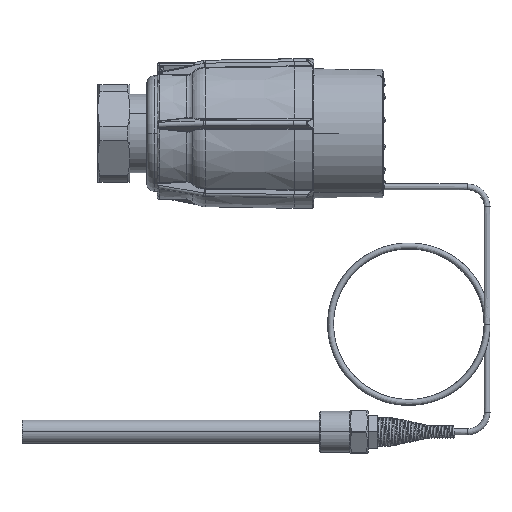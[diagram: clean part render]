
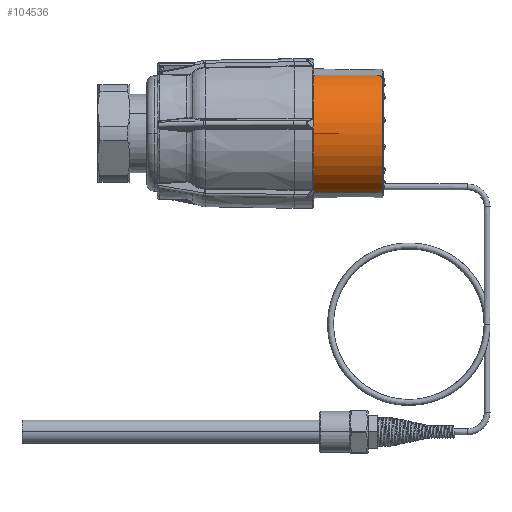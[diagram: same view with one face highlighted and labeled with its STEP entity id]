
A CAD part, left-side view. The second image highlights one B-rep face of the part: STEP entity #104536.
In plain terms, the highlighted cylindrical face has radius 33.6 mm (diameter 67.2 mm), a partial arc.
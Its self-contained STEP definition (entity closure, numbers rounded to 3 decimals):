
#104219=CARTESIAN_POINT('',(0.,0.,0.));
#104220=DIRECTION('',(0.,1.,0.));
#104221=DIRECTION('',(-0.533,0.,-0.846));
#104222=AXIS2_PLACEMENT_3D('',#104219,#104220,#104221);
#104306=CARTESIAN_POINT('',(0.,37.,0.));
#104307=DIRECTION('',(0.,-1.,0.));
#104308=DIRECTION('',(-0.533,0.,0.846));
#104309=AXIS2_PLACEMENT_3D('',#104306,#104307,#104308);
#104319=CARTESIAN_POINT('',(-15.108,33.8,
-30.012));
#104320=CARTESIAN_POINT('',(-15.108,34.044,
-30.012));
#104321=CARTESIAN_POINT('',(-15.156,34.519,
-29.988));
#104322=CARTESIAN_POINT('',(-15.371,35.206,
-29.879));
#104323=CARTESIAN_POINT('',(-15.712,35.814,
-29.701));
#104324=CARTESIAN_POINT('',(-16.161,36.323,
-29.46));
#104325=CARTESIAN_POINT('',(-16.693,36.707,
-29.163));
#104326=CARTESIAN_POINT('',(-17.285,36.946,
-28.816));
#104327=CARTESIAN_POINT('',(-17.69,37.,-28.567));
#104328=CARTESIAN_POINT('',(-17.897,37.,-28.437));
#104330=CARTESIAN_POINT('',(-17.897,37.,28.437));
#104331=CARTESIAN_POINT('',(-17.69,37.,28.567));
#104332=CARTESIAN_POINT('',(-17.285,36.946,
28.816));
#104333=CARTESIAN_POINT('',(-16.693,36.707,
29.162));
#104334=CARTESIAN_POINT('',(-16.162,36.324,
29.46));
#104335=CARTESIAN_POINT('',(-15.712,35.815,
29.701));
#104336=CARTESIAN_POINT('',(-15.371,35.206,
29.879));
#104337=CARTESIAN_POINT('',(-15.156,34.52,
29.988));
#104338=CARTESIAN_POINT('',(-15.108,34.045,
30.012));
#104339=CARTESIAN_POINT('',(-15.108,33.8,
30.012));
#104341=DIRECTION('',(0.,-1.,0.));
#104342=VECTOR('',#104341,30.6);
#104343=CARTESIAN_POINT('',(-15.108,33.8,
30.012));
#104344=LINE('',#104343,#104342);
#104345=CARTESIAN_POINT('',(-15.108,3.2,
30.012));
#104346=CARTESIAN_POINT('',(-15.108,2.956,
30.012));
#104347=CARTESIAN_POINT('',(-15.156,2.481,
29.988));
#104348=CARTESIAN_POINT('',(-15.371,1.794,
29.879));
#104349=CARTESIAN_POINT('',(-15.712,1.186,
29.701));
#104350=CARTESIAN_POINT('',(-16.161,0.677,
29.46));
#104351=CARTESIAN_POINT('',(-16.693,0.293,
29.163));
#104352=CARTESIAN_POINT('',(-17.285,0.054,
28.816));
#104353=CARTESIAN_POINT('',(-17.69,0.,
28.567));
#104354=CARTESIAN_POINT('',(-17.897,0.,28.437));
#104356=CARTESIAN_POINT('',(-17.897,0.,-28.437));
#104357=CARTESIAN_POINT('',(-17.69,0.,
-28.567));
#104358=CARTESIAN_POINT('',(-17.285,0.054,
-28.816));
#104359=CARTESIAN_POINT('',(-16.693,0.293,
-29.162));
#104360=CARTESIAN_POINT('',(-16.162,0.676,
-29.46));
#104361=CARTESIAN_POINT('',(-15.712,1.185,
-29.701));
#104362=CARTESIAN_POINT('',(-15.371,1.794,
-29.879));
#104363=CARTESIAN_POINT('',(-15.156,2.48,
-29.988));
#104364=CARTESIAN_POINT('',(-15.108,2.955,
-30.012));
#104365=CARTESIAN_POINT('',(-15.108,3.2,
-30.012));
#104367=DIRECTION('',(0.,1.,0.));
#104368=VECTOR('',#104367,30.6);
#104369=CARTESIAN_POINT('',(-15.108,3.2,
-30.012));
#104370=LINE('',#104369,#104368);
#104372=CARTESIAN_POINT('',(-17.897,0.,-28.437));
#104374=VERTEX_POINT('',#104372);
#104375=CARTESIAN_POINT('',(-17.897,0.,28.437));
#104376=VERTEX_POINT('',#104375);
#104380=CARTESIAN_POINT('',(-15.108,3.2,
-30.012));
#104381=VERTEX_POINT('',#104380);
#104388=CARTESIAN_POINT('',(-17.897,37.,-28.437));
#104389=VERTEX_POINT('',#104388);
#104390=VERTEX_POINT('',#104319);
#104391=CARTESIAN_POINT('',(-17.897,37.,28.437));
#104392=VERTEX_POINT('',#104391);
#104393=CARTESIAN_POINT('',(-15.108,33.8,
30.012));
#104394=VERTEX_POINT('',#104393);
#104395=CARTESIAN_POINT('',(-15.108,3.2,
30.012));
#104396=VERTEX_POINT('',#104395);
#104520=CARTESIAN_POINT('',(0.,0.,0.));
#104521=DIRECTION('',(0.,1.,0.));
#104522=DIRECTION('',(0.,0.,-1.));
#104523=AXIS2_PLACEMENT_3D('',#104520,#104521,#104522);
#104524=CYLINDRICAL_SURFACE('',#104523,33.6);
#104525=ORIENTED_EDGE('',*,*,#104458,.T.);
#104526=ORIENTED_EDGE('',*,*,#104474,.F.);
#104527=ORIENTED_EDGE('',*,*,#104487,.T.);
#104528=ORIENTED_EDGE('',*,*,#104502,.T.);
#104529=ORIENTED_EDGE('',*,*,#104514,.T.);
#104530=ORIENTED_EDGE('',*,*,#104404,.F.);
#104531=ORIENTED_EDGE('',*,*,#104422,.T.);
#104533=ORIENTED_EDGE('',*,*,#104532,.T.);
#104534=EDGE_LOOP('',(#104525,#104526,#104527,#104528,#104529,#104530,#104531,
#104533));
#104535=FACE_OUTER_BOUND('',#104534,.F.);
#104536=ADVANCED_FACE('',(#104535),#104524,.T.);
#104223=CIRCLE('',#104222,33.6);
#104310=CIRCLE('',#104309,33.6);
#104329=B_SPLINE_CURVE_WITH_KNOTS('',3,(#104319,#104320,#104321,#104322,#104323,
#104324,#104325,#104326,#104327,#104328),.UNSPECIFIED.,.F.,.F.,(4,1,1,1,1,1,1,
4),(0.,0.143,0.286,0.429,
0.571,0.714,0.857,1.),.UNSPECIFIED.);
#104340=B_SPLINE_CURVE_WITH_KNOTS('',3,(#104330,#104331,#104332,#104333,#104334,
#104335,#104336,#104337,#104338,#104339),.UNSPECIFIED.,.F.,.F.,(4,1,1,1,1,1,1,
4),(0.,0.143,0.286,0.429,
0.571,0.714,0.857,1.),.UNSPECIFIED.);
#104355=B_SPLINE_CURVE_WITH_KNOTS('',3,(#104345,#104346,#104347,#104348,#104349,
#104350,#104351,#104352,#104353,#104354),.UNSPECIFIED.,.F.,.F.,(4,1,1,1,1,1,1,
4),(0.,0.143,0.286,0.429,
0.571,0.714,0.857,1.),.UNSPECIFIED.);
#104366=B_SPLINE_CURVE_WITH_KNOTS('',3,(#104356,#104357,#104358,#104359,#104360,
#104361,#104362,#104363,#104364,#104365),.UNSPECIFIED.,.F.,.F.,(4,1,1,1,1,1,1,
4),(0.,0.143,0.286,0.429,
0.571,0.714,0.857,1.),.UNSPECIFIED.);
#104404=EDGE_CURVE('',#104374,#104376,#104223,.T.);
#104422=EDGE_CURVE('',#104374,#104381,#104366,.T.);
#104458=EDGE_CURVE('',#104390,#104389,#104329,.T.);
#104474=EDGE_CURVE('',#104392,#104389,#104310,.T.);
#104487=EDGE_CURVE('',#104392,#104394,#104340,.T.);
#104502=EDGE_CURVE('',#104394,#104396,#104344,.T.);
#104514=EDGE_CURVE('',#104396,#104376,#104355,.T.);
#104532=EDGE_CURVE('',#104381,#104390,#104370,.T.);
